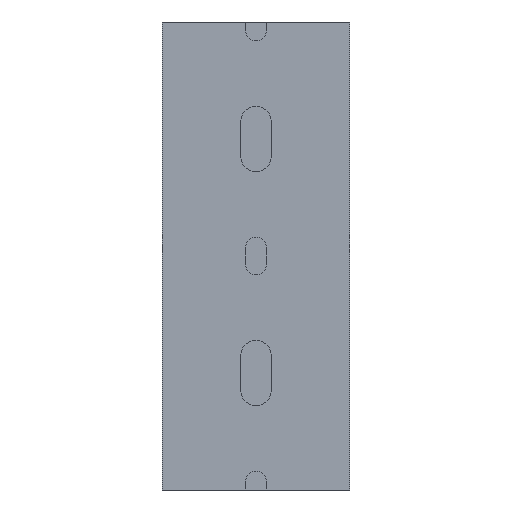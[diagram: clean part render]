
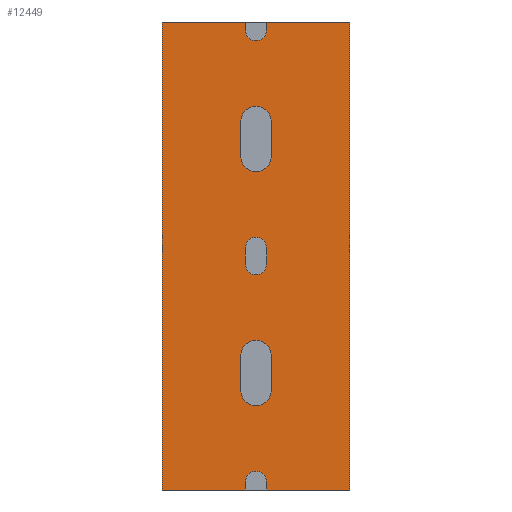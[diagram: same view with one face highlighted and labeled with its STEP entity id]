
A CAD part, front view. The second image highlights one B-rep face of the part: STEP entity #12449.
In plain terms, the highlighted planar face has unit normal (0, -1, 0).
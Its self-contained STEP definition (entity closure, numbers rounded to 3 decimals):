
#27=FACE_BOUND('',#2150,.T.);
#28=FACE_BOUND('',#2151,.T.);
#29=FACE_BOUND('',#2152,.T.);
#635=CIRCLE('',#13651,3.25);
#637=CIRCLE('',#13655,3.25);
#639=CIRCLE('',#13660,2.25);
#640=CIRCLE('',#13664,2.25);
#641=CIRCLE('',#13665,3.25);
#642=CIRCLE('',#13666,3.25);
#643=CIRCLE('',#13667,2.25);
#644=CIRCLE('',#13668,2.25);
#1521=FACE_OUTER_BOUND('',#2149,.T.);
#2149=EDGE_LOOP('',(#10923,#10924,#10925,#10926,#10927,#10928,#10929,#10930,
#10931,#10932,#10933,#10934));
#2150=EDGE_LOOP('',(#10935,#10936,#10937,#10938));
#2151=EDGE_LOOP('',(#10939,#10940,#10941,#10942));
#2152=EDGE_LOOP('',(#10943,#10944,#10945,#10946));
#3023=LINE('',#20540,#4251);
#3061=LINE('',#20622,#4289);
#3314=LINE('',#21350,#4542);
#3318=LINE('',#21360,#4546);
#3319=LINE('',#21363,#4547);
#3325=LINE('',#21378,#4553);
#3328=LINE('',#21386,#4556);
#3330=LINE('',#21390,#4558);
#3331=LINE('',#21392,#4559);
#3332=LINE('',#21396,#4560);
#3333=LINE('',#21398,#4561);
#3334=LINE('',#21400,#4562);
#3335=LINE('',#21401,#4563);
#3336=LINE('',#21406,#4564);
#3337=LINE('',#21409,#4565);
#3338=LINE('',#21413,#4566);
#4251=VECTOR('',#16189,10.);
#4289=VECTOR('',#16261,10.);
#4542=VECTOR('',#17024,10.);
#4546=VECTOR('',#17036,10.);
#4547=VECTOR('',#17039,10.);
#4553=VECTOR('',#17053,10.);
#4556=VECTOR('',#17058,10.);
#4558=VECTOR('',#17062,10.);
#4559=VECTOR('',#17063,10.);
#4560=VECTOR('',#17066,10.);
#4561=VECTOR('',#17067,10.);
#4562=VECTOR('',#17068,10.);
#4563=VECTOR('',#17069,10.);
#4564=VECTOR('',#17072,10.);
#4565=VECTOR('',#17075,10.);
#4566=VECTOR('',#17078,10.);
#5653=VERTEX_POINT('',#20537);
#5654=VERTEX_POINT('',#20539);
#5681=VERTEX_POINT('',#20620);
#5818=VERTEX_POINT('',#21341);
#5819=VERTEX_POINT('',#21343);
#5821=VERTEX_POINT('',#21349);
#5823=VERTEX_POINT('',#21355);
#5824=VERTEX_POINT('',#21362);
#5827=VERTEX_POINT('',#21370);
#5829=VERTEX_POINT('',#21375);
#5832=VERTEX_POINT('',#21383);
#5833=VERTEX_POINT('',#21385);
#5834=VERTEX_POINT('',#21389);
#5835=VERTEX_POINT('',#21391);
#5836=VERTEX_POINT('',#21393);
#5837=VERTEX_POINT('',#21395);
#5838=VERTEX_POINT('',#21397);
#5839=VERTEX_POINT('',#21399);
#5840=VERTEX_POINT('',#21402);
#5841=VERTEX_POINT('',#21403);
#5842=VERTEX_POINT('',#21405);
#5843=VERTEX_POINT('',#21407);
#5844=VERTEX_POINT('',#21410);
#5845=VERTEX_POINT('',#21412);
#7247=EDGE_CURVE('',#5654,#5653,#3023,.T.);
#7292=EDGE_CURVE('',#5653,#5681,#3061,.T.);
#7618=EDGE_CURVE('',#5819,#5818,#635,.T.);
#7621=EDGE_CURVE('',#5821,#5819,#3314,.T.);
#7624=EDGE_CURVE('',#5823,#5821,#637,.T.);
#7627=EDGE_CURVE('',#5818,#5823,#3318,.T.);
#7628=EDGE_CURVE('',#5824,#5654,#3319,.T.);
#7632=EDGE_CURVE('',#5827,#5824,#639,.T.);
#7636=EDGE_CURVE('',#5829,#5827,#3325,.T.);
#7639=EDGE_CURVE('',#5833,#5832,#3328,.T.);
#7641=EDGE_CURVE('',#5834,#5681,#3330,.T.);
#7642=EDGE_CURVE('',#5834,#5835,#3331,.T.);
#7643=EDGE_CURVE('',#5835,#5836,#640,.T.);
#7644=EDGE_CURVE('',#5836,#5837,#3332,.T.);
#7645=EDGE_CURVE('',#5838,#5837,#3333,.T.);
#7646=EDGE_CURVE('',#5839,#5838,#3334,.T.);
#7647=EDGE_CURVE('',#5839,#5829,#3335,.T.);
#7648=EDGE_CURVE('',#5840,#5841,#641,.T.);
#7649=EDGE_CURVE('',#5841,#5842,#3336,.T.);
#7650=EDGE_CURVE('',#5842,#5843,#642,.T.);
#7651=EDGE_CURVE('',#5843,#5840,#3337,.T.);
#7652=EDGE_CURVE('',#5832,#5844,#643,.T.);
#7653=EDGE_CURVE('',#5844,#5845,#3338,.T.);
#7654=EDGE_CURVE('',#5845,#5833,#644,.T.);
#10923=ORIENTED_EDGE('',*,*,#7636,.T.);
#10924=ORIENTED_EDGE('',*,*,#7632,.T.);
#10925=ORIENTED_EDGE('',*,*,#7628,.T.);
#10926=ORIENTED_EDGE('',*,*,#7247,.T.);
#10927=ORIENTED_EDGE('',*,*,#7292,.T.);
#10928=ORIENTED_EDGE('',*,*,#7641,.F.);
#10929=ORIENTED_EDGE('',*,*,#7642,.T.);
#10930=ORIENTED_EDGE('',*,*,#7643,.T.);
#10931=ORIENTED_EDGE('',*,*,#7644,.T.);
#10932=ORIENTED_EDGE('',*,*,#7645,.F.);
#10933=ORIENTED_EDGE('',*,*,#7646,.F.);
#10934=ORIENTED_EDGE('',*,*,#7647,.T.);
#10935=ORIENTED_EDGE('',*,*,#7648,.T.);
#10936=ORIENTED_EDGE('',*,*,#7649,.T.);
#10937=ORIENTED_EDGE('',*,*,#7650,.T.);
#10938=ORIENTED_EDGE('',*,*,#7651,.T.);
#10939=ORIENTED_EDGE('',*,*,#7652,.T.);
#10940=ORIENTED_EDGE('',*,*,#7653,.T.);
#10941=ORIENTED_EDGE('',*,*,#7654,.T.);
#10942=ORIENTED_EDGE('',*,*,#7639,.T.);
#10943=ORIENTED_EDGE('',*,*,#7618,.T.);
#10944=ORIENTED_EDGE('',*,*,#7627,.T.);
#10945=ORIENTED_EDGE('',*,*,#7624,.T.);
#10946=ORIENTED_EDGE('',*,*,#7621,.T.);
#11846=PLANE('',#13663);
#12449=ADVANCED_FACE('',(#1521,#27,#28,#29),#11846,.T.);
#13651=AXIS2_PLACEMENT_3D('',#21344,#17018,#17019);
#13655=AXIS2_PLACEMENT_3D('',#21356,#17030,#17031);
#13660=AXIS2_PLACEMENT_3D('',#21371,#17046,#17047);
#13663=AXIS2_PLACEMENT_3D('',#21388,#17060,#17061);
#13664=AXIS2_PLACEMENT_3D('',#21394,#17064,#17065);
#13665=AXIS2_PLACEMENT_3D('',#21404,#17070,#17071);
#13666=AXIS2_PLACEMENT_3D('',#21408,#17073,#17074);
#13667=AXIS2_PLACEMENT_3D('',#21411,#17076,#17077);
#13668=AXIS2_PLACEMENT_3D('',#21414,#17079,#17080);
#16189=DIRECTION('',(-1.,0.,0.));
#16261=DIRECTION('',(0.,0.,-1.));
#17018=DIRECTION('center_axis',(0.,1.,0.));
#17019=DIRECTION('ref_axis',(1.,0.,0.));
#17024=DIRECTION('',(0.,0.,1.));
#17030=DIRECTION('center_axis',(0.,1.,0.));
#17031=DIRECTION('ref_axis',(-1.,0.,0.));
#17036=DIRECTION('',(0.,0.,-1.));
#17039=DIRECTION('',(0.,0.,1.));
#17046=DIRECTION('center_axis',(0.,1.,0.));
#17047=DIRECTION('ref_axis',(-1.,0.,0.));
#17053=DIRECTION('',(0.,0.,-1.));
#17058=DIRECTION('',(0.,0.,-1.));
#17060=DIRECTION('center_axis',(0.,-1.,0.));
#17061=DIRECTION('ref_axis',(0.,0.,-1.));
#17062=DIRECTION('',(-1.,0.,0.));
#17063=DIRECTION('',(0.,0.,1.));
#17064=DIRECTION('center_axis',(0.,1.,0.));
#17065=DIRECTION('ref_axis',(1.,0.,0.));
#17066=DIRECTION('',(0.,0.,-1.));
#17067=DIRECTION('',(-1.,0.,0.));
#17068=DIRECTION('',(0.,0.,-1.));
#17069=DIRECTION('',(-1.,0.,0.));
#17070=DIRECTION('center_axis',(0.,1.,0.));
#17071=DIRECTION('ref_axis',(-1.,0.,0.));
#17072=DIRECTION('',(0.,0.,1.));
#17073=DIRECTION('center_axis',(0.,1.,0.));
#17074=DIRECTION('ref_axis',(1.,0.,0.));
#17075=DIRECTION('',(0.,0.,-1.));
#17076=DIRECTION('center_axis',(0.,1.,0.));
#17077=DIRECTION('ref_axis',(-1.,0.,0.));
#17078=DIRECTION('',(0.,0.,1.));
#17079=DIRECTION('center_axis',(0.,1.,0.));
#17080=DIRECTION('ref_axis',(1.,0.,0.));
#20537=CARTESIAN_POINT('',(-20.,0.,0.));
#20539=CARTESIAN_POINT('',(-2.25,0.,0.));
#20540=CARTESIAN_POINT('',(0.,0.,0.));
#20620=CARTESIAN_POINT('',(-20.,0.,-100.));
#20622=CARTESIAN_POINT('',(-20.,0.,0.));
#21341=CARTESIAN_POINT('',(3.25,0.,-21.25));
#21343=CARTESIAN_POINT('',(-3.25,0.,-21.25));
#21344=CARTESIAN_POINT('Origin',(0.,0.,-21.25));
#21349=CARTESIAN_POINT('',(-3.25,0.,-28.75));
#21350=CARTESIAN_POINT('',(-3.25,0.,-10.625));
#21355=CARTESIAN_POINT('',(3.25,0.,-28.75));
#21356=CARTESIAN_POINT('Origin',(0.,0.,-28.75));
#21360=CARTESIAN_POINT('',(3.25,0.,-14.375));
#21362=CARTESIAN_POINT('',(-2.25,0.,-1.75));
#21363=CARTESIAN_POINT('',(-2.25,0.,0.875));
#21370=CARTESIAN_POINT('',(2.25,0.,-1.75));
#21371=CARTESIAN_POINT('Origin',(0.,0.,-1.75));
#21375=CARTESIAN_POINT('',(2.25,0.,0.));
#21378=CARTESIAN_POINT('',(2.25,0.,-0.875));
#21383=CARTESIAN_POINT('',(2.25,0.,-51.75));
#21385=CARTESIAN_POINT('',(2.25,0.,-48.25));
#21386=CARTESIAN_POINT('',(2.25,0.,-25.875));
#21388=CARTESIAN_POINT('Origin',(-20.,0.,0.));
#21389=CARTESIAN_POINT('',(-2.25,0.,-100.));
#21390=CARTESIAN_POINT('',(0.,0.,-100.));
#21391=CARTESIAN_POINT('',(-2.25,0.,-98.25));
#21392=CARTESIAN_POINT('',(-2.25,0.,-49.125));
#21393=CARTESIAN_POINT('',(2.25,0.,-98.25));
#21394=CARTESIAN_POINT('Origin',(0.,0.,-98.25));
#21395=CARTESIAN_POINT('',(2.25,0.,-100.));
#21396=CARTESIAN_POINT('',(2.25,0.,-50.875));
#21397=CARTESIAN_POINT('',(20.,0.,-100.));
#21398=CARTESIAN_POINT('',(0.,0.,-100.));
#21399=CARTESIAN_POINT('',(20.,0.,0.));
#21400=CARTESIAN_POINT('',(20.,0.,0.));
#21401=CARTESIAN_POINT('',(0.,0.,0.));
#21402=CARTESIAN_POINT('',(3.25,0.,-78.75));
#21403=CARTESIAN_POINT('',(-3.25,0.,-78.75));
#21404=CARTESIAN_POINT('Origin',(0.,0.,-78.75));
#21405=CARTESIAN_POINT('',(-3.25,0.,-71.25));
#21406=CARTESIAN_POINT('',(-3.25,0.,-35.625));
#21407=CARTESIAN_POINT('',(3.25,0.,-71.25));
#21408=CARTESIAN_POINT('Origin',(0.,0.,-71.25));
#21409=CARTESIAN_POINT('',(3.25,0.,-39.375));
#21410=CARTESIAN_POINT('',(-2.25,0.,-51.75));
#21411=CARTESIAN_POINT('Origin',(0.,0.,-51.75));
#21412=CARTESIAN_POINT('',(-2.25,0.,-48.25));
#21413=CARTESIAN_POINT('',(-2.25,0.,-24.125));
#21414=CARTESIAN_POINT('Origin',(0.,0.,-48.25));
